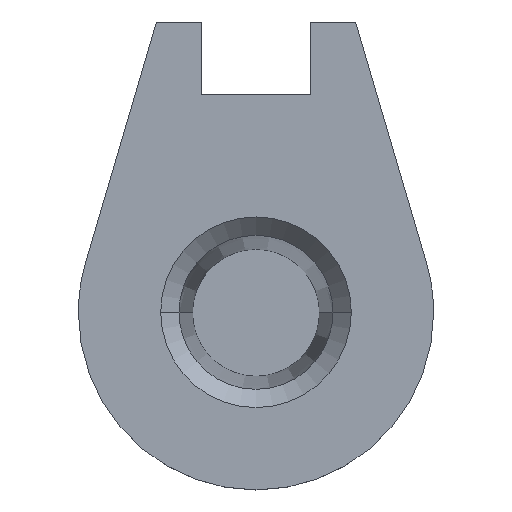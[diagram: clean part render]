
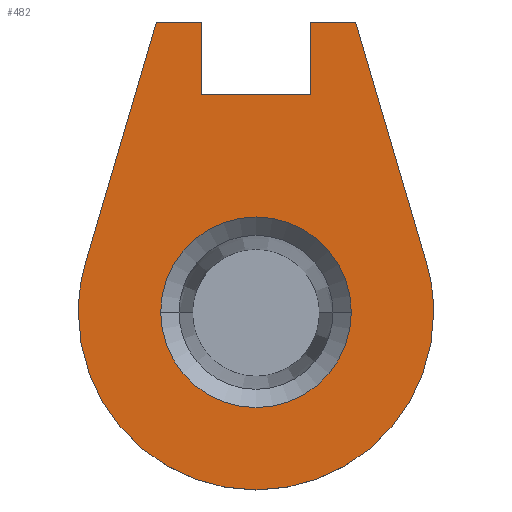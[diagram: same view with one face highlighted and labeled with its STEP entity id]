
A CAD part, top view. The second image highlights one B-rep face of the part: STEP entity #482.
In plain terms, the highlighted planar face has unit normal (0, 0, 1).
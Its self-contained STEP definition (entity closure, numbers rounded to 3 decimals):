
#9 = DIRECTION ( 'NONE',  ( 0., 0., 1. ) ) ;
#30 = CARTESIAN_POINT ( 'NONE',  ( 3.15, 16.75, 0. ) ) ;
#40 = DIRECTION ( 'NONE',  ( -0.283, -0.959, 0. ) ) ;
#80 = EDGE_CURVE ( 'NONE', #1345, #887, #516, .T. ) ;
#83 = VERTEX_POINT ( 'NONE', #712 ) ;
#94 = CIRCLE ( 'NONE', #1073, 10.25 ) ;
#96 = VERTEX_POINT ( 'NONE', #193 ) ;
#109 = ORIENTED_EDGE ( 'NONE', *, *, #1318, .T. ) ;
#111 = DIRECTION ( 'NONE',  ( 0., 0., -1. ) ) ;
#146 = LINE ( 'NONE', #462, #1333 ) ;
#148 = ORIENTED_EDGE ( 'NONE', *, *, #534, .T. ) ;
#168 = CARTESIAN_POINT ( 'NONE',  ( -3.15, 16.75, 0. ) ) ;
#175 = EDGE_CURVE ( 'NONE', #322, #96, #1363, .T. ) ;
#181 = DIRECTION ( 'NONE',  ( -1., 0., 0. ) ) ;
#193 = CARTESIAN_POINT ( 'NONE',  ( 5.5, 0., 0. ) ) ;
#199 = VECTOR ( 'NONE', #1364, 1000. ) ;
#219 = VERTEX_POINT ( 'NONE', #1110 ) ;
#239 = ORIENTED_EDGE ( 'NONE', *, *, #80, .T. ) ;
#272 = ORIENTED_EDGE ( 'NONE', *, *, #774, .T. ) ;
#280 = DIRECTION ( 'NONE',  ( -0.283, 0.959, 0. ) ) ;
#295 = ORIENTED_EDGE ( 'NONE', *, *, #881, .T. ) ;
#297 = DIRECTION ( 'NONE',  ( -1., 0., 0. ) ) ;
#301 = EDGE_LOOP ( 'NONE', ( #109, #911 ) ) ;
#322 = VERTEX_POINT ( 'NONE', #803 ) ;
#366 = VERTEX_POINT ( 'NONE', #1030 ) ;
#373 = CIRCLE ( 'NONE', #1208, 10.25 ) ;
#376 = PLANE ( 'NONE',  #889 ) ;
#391 = DIRECTION ( 'NONE',  ( 0., 0., -1. ) ) ;
#400 = DIRECTION ( 'NONE',  ( 0., 1., 0. ) ) ;
#410 = ORIENTED_EDGE ( 'NONE', *, *, #543, .T. ) ;
#437 = EDGE_CURVE ( 'NONE', #887, #616, #679, .T. ) ;
#462 = CARTESIAN_POINT ( 'NONE',  ( -9.832, 2.897, 0. ) ) ;
#466 = CARTESIAN_POINT ( 'NONE',  ( -3.15, 16.75, 0. ) ) ;
#478 = CIRCLE ( 'NONE', #1289, 10.25 ) ;
#482 = ADVANCED_FACE ( 'NONE', ( #496, #1374 ), #376, .F. ) ;
#496 = FACE_BOUND ( 'NONE', #301, .T. ) ;
#516 = LINE ( 'NONE', #1263, #1142 ) ;
#526 = CARTESIAN_POINT ( 'NONE',  ( 0., 0., 0. ) ) ;
#531 = VECTOR ( 'NONE', #181, 1000. ) ;
#534 = EDGE_CURVE ( 'NONE', #1025, #83, #94, .T. ) ;
#543 = EDGE_CURVE ( 'NONE', #83, #921, #1256, .T. ) ;
#557 = EDGE_CURVE ( 'NONE', #921, #1221, #710, .T. ) ;
#616 = VERTEX_POINT ( 'NONE', #466 ) ;
#629 = VECTOR ( 'NONE', #280, 1000. ) ;
#640 = DIRECTION ( 'NONE',  ( 0., 0., 1. ) ) ;
#641 = ORIENTED_EDGE ( 'NONE', *, *, #922, .T. ) ;
#657 = DIRECTION ( 'NONE',  ( -1., 0., 0. ) ) ;
#679 = LINE ( 'NONE', #168, #749 ) ;
#710 = LINE ( 'NONE', #1158, #1193 ) ;
#712 = CARTESIAN_POINT ( 'NONE',  ( 9.832, 2.897, 0. ) ) ;
#718 = DIRECTION ( 'NONE',  ( 1., 0., 0. ) ) ;
#731 = DIRECTION ( 'NONE',  ( 1., 0., 0. ) ) ;
#734 = CARTESIAN_POINT ( 'NONE',  ( 0., 7.4, 0. ) ) ;
#736 = DIRECTION ( 'NONE',  ( -1., 0., 0. ) ) ;
#737 = EDGE_CURVE ( 'NONE', #1221, #1345, #920, .T. ) ;
#740 = CARTESIAN_POINT ( 'NONE',  ( 0., 0., 0. ) ) ;
#745 = CARTESIAN_POINT ( 'NONE',  ( 10.25, 0., 0. ) ) ;
#749 = VECTOR ( 'NONE', #400, 1000. ) ;
#756 = CARTESIAN_POINT ( 'NONE',  ( -5.75, 16.75, 0. ) ) ;
#774 = EDGE_CURVE ( 'NONE', #616, #914, #1265, .T. ) ;
#803 = CARTESIAN_POINT ( 'NONE',  ( -5.5, 0., 0. ) ) ;
#815 = DIRECTION ( 'NONE',  ( 0., 0., -1. ) ) ;
#818 = DIRECTION ( 'NONE',  ( -1., 0., 0. ) ) ;
#825 = ORIENTED_EDGE ( 'NONE', *, *, #1258, .T. ) ;
#850 = AXIS2_PLACEMENT_3D ( 'NONE', #1251, #815, #1146 ) ;
#862 = CARTESIAN_POINT ( 'NONE',  ( 5.75, 16.75, 0. ) ) ;
#881 = EDGE_CURVE ( 'NONE', #219, #366, #373, .T. ) ;
#887 = VERTEX_POINT ( 'NONE', #1400 ) ;
#889 = AXIS2_PLACEMENT_3D ( 'NONE', #734, #391, #818 ) ;
#911 = ORIENTED_EDGE ( 'NONE', *, *, #175, .T. ) ;
#914 = VERTEX_POINT ( 'NONE', #756 ) ;
#920 = LINE ( 'NONE', #1033, #199 ) ;
#921 = VERTEX_POINT ( 'NONE', #862 ) ;
#922 = EDGE_CURVE ( 'NONE', #366, #1025, #478, .T. ) ;
#1015 = ORIENTED_EDGE ( 'NONE', *, *, #737, .T. ) ;
#1025 = VERTEX_POINT ( 'NONE', #745 ) ;
#1030 = CARTESIAN_POINT ( 'NONE',  ( -10.25, 0., 0. ) ) ;
#1033 = CARTESIAN_POINT ( 'NONE',  ( 3.15, 12.55, 0. ) ) ;
#1073 = AXIS2_PLACEMENT_3D ( 'NONE', #1274, #1262, #718 ) ;
#1080 = ORIENTED_EDGE ( 'NONE', *, *, #557, .T. ) ;
#1110 = CARTESIAN_POINT ( 'NONE',  ( -9.832, 2.897, 0. ) ) ;
#1142 = VECTOR ( 'NONE', #736, 1000. ) ;
#1146 = DIRECTION ( 'NONE',  ( -1., 0., 0. ) ) ;
#1158 = CARTESIAN_POINT ( 'NONE',  ( 3.15, 16.75, 0. ) ) ;
#1164 = CARTESIAN_POINT ( 'NONE',  ( -5.75, 16.75, 0. ) ) ;
#1193 = VECTOR ( 'NONE', #297, 1000. ) ;
#1208 = AXIS2_PLACEMENT_3D ( 'NONE', #526, #9, #731 ) ;
#1218 = CARTESIAN_POINT ( 'NONE',  ( 0., 0., 0. ) ) ;
#1221 = VERTEX_POINT ( 'NONE', #30 ) ;
#1246 = ORIENTED_EDGE ( 'NONE', *, *, #437, .T. ) ;
#1251 = CARTESIAN_POINT ( 'NONE',  ( 0., 0., 0. ) ) ;
#1256 = LINE ( 'NONE', #1366, #629 ) ;
#1258 = EDGE_CURVE ( 'NONE', #914, #219, #146, .T. ) ;
#1262 = DIRECTION ( 'NONE',  ( 0., 0., 1. ) ) ;
#1263 = CARTESIAN_POINT ( 'NONE',  ( -3.15, 12.55, 0. ) ) ;
#1265 = LINE ( 'NONE', #1164, #531 ) ;
#1271 = EDGE_LOOP ( 'NONE', ( #295, #641, #148, #410, #1080, #1015, #239, #1246, #272, #825 ) ) ;
#1274 = CARTESIAN_POINT ( 'NONE',  ( 0., 0., 0. ) ) ;
#1289 = AXIS2_PLACEMENT_3D ( 'NONE', #740, #640, #1306 ) ;
#1306 = DIRECTION ( 'NONE',  ( 1., 0., 0. ) ) ;
#1318 = EDGE_CURVE ( 'NONE', #96, #322, #1402, .T. ) ;
#1333 = VECTOR ( 'NONE', #40, 1000. ) ;
#1341 = AXIS2_PLACEMENT_3D ( 'NONE', #1218, #111, #657 ) ;
#1345 = VERTEX_POINT ( 'NONE', #1370 ) ;
#1363 = CIRCLE ( 'NONE', #1341, 5.5 ) ;
#1364 = DIRECTION ( 'NONE',  ( 0., -1., 0. ) ) ;
#1366 = CARTESIAN_POINT ( 'NONE',  ( 5.75, 16.75, 0. ) ) ;
#1370 = CARTESIAN_POINT ( 'NONE',  ( 3.15, 12.55, 0. ) ) ;
#1374 = FACE_OUTER_BOUND ( 'NONE', #1271, .T. ) ;
#1400 = CARTESIAN_POINT ( 'NONE',  ( -3.15, 12.55, 0. ) ) ;
#1402 = CIRCLE ( 'NONE', #850, 5.5 ) ;
